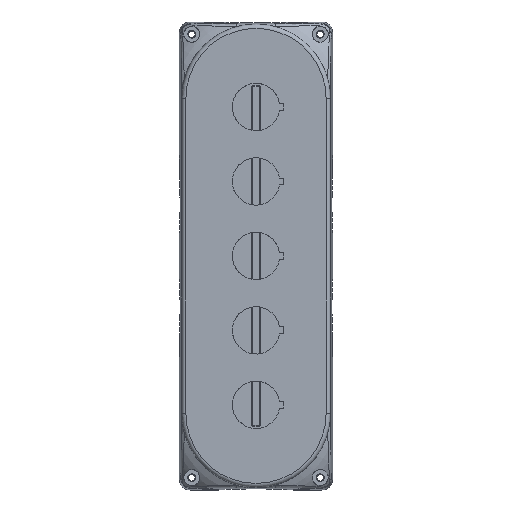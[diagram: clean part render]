
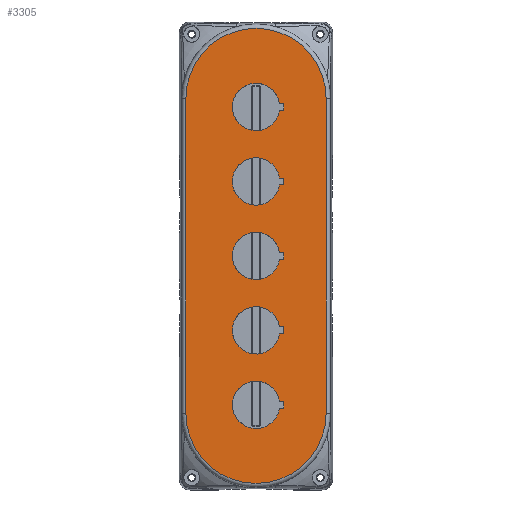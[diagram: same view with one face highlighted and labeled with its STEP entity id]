
A CAD part, top view. The second image highlights one B-rep face of the part: STEP entity #3305.
In plain terms, the highlighted planar face has unit normal (0, 0, 1).
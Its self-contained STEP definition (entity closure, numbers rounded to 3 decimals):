
#620=FACE_BOUND('',#5543,.T.);
#621=FACE_BOUND('',#5544,.T.);
#622=FACE_BOUND('',#5545,.T.);
#623=FACE_BOUND('',#5546,.T.);
#624=FACE_BOUND('',#5547,.T.);
#625=FACE_BOUND('',#5548,.T.);
#1739=CIRCLE('',#24051,11.15);
#1749=CIRCLE('',#24062,11.15);
#1751=CIRCLE('',#24065,11.15);
#1757=CIRCLE('',#24072,11.15);
#1763=CIRCLE('',#24079,11.15);
#1768=CIRCLE('',#24086,32.951);
#1769=CIRCLE('',#24087,32.951);
#3305=ADVANCED_FACE('',(#620,#621,#622,#623,#624,#625),#3877,.T.);
#3877=PLANE('',#24088);
#5543=EDGE_LOOP('',(#10380,#10381,#10382,#10383));
#5544=EDGE_LOOP('',(#10384,#10385,#10386,#10387));
#5545=EDGE_LOOP('',(#10388,#10389,#10390,#10391));
#5546=EDGE_LOOP('',(#10392,#10393,#10394,#10395));
#5547=EDGE_LOOP('',(#10396,#10397,#10398,#10399));
#5548=EDGE_LOOP('',(#10400,#10401,#10402,#10403));
#10380=ORIENTED_EDGE('',*,*,#17515,.F.);
#10381=ORIENTED_EDGE('',*,*,#17516,.F.);
#10382=ORIENTED_EDGE('',*,*,#17517,.F.);
#10383=ORIENTED_EDGE('',*,*,#17518,.F.);
#10384=ORIENTED_EDGE('',*,*,#17519,.T.);
#10385=ORIENTED_EDGE('',*,*,#17520,.T.);
#10386=ORIENTED_EDGE('',*,*,#17502,.T.);
#10387=ORIENTED_EDGE('',*,*,#17521,.T.);
#10388=ORIENTED_EDGE('',*,*,#17522,.T.);
#10389=ORIENTED_EDGE('',*,*,#17523,.T.);
#10390=ORIENTED_EDGE('',*,*,#17478,.T.);
#10391=ORIENTED_EDGE('',*,*,#17524,.T.);
#10392=ORIENTED_EDGE('',*,*,#17525,.T.);
#10393=ORIENTED_EDGE('',*,*,#17526,.T.);
#10394=ORIENTED_EDGE('',*,*,#17490,.T.);
#10395=ORIENTED_EDGE('',*,*,#17527,.T.);
#10396=ORIENTED_EDGE('',*,*,#17528,.T.);
#10397=ORIENTED_EDGE('',*,*,#17529,.T.);
#10398=ORIENTED_EDGE('',*,*,#17454,.T.);
#10399=ORIENTED_EDGE('',*,*,#17512,.T.);
#10400=ORIENTED_EDGE('',*,*,#17530,.T.);
#10401=ORIENTED_EDGE('',*,*,#17475,.T.);
#10402=ORIENTED_EDGE('',*,*,#17531,.T.);
#10403=ORIENTED_EDGE('',*,*,#17532,.T.);
#13715=VERTEX_POINT('',#39900);
#13716=VERTEX_POINT('',#39902);
#13725=VERTEX_POINT('',#39922);
#13736=VERTEX_POINT('',#39943);
#13739=VERTEX_POINT('',#39950);
#13740=VERTEX_POINT('',#39952);
#13751=VERTEX_POINT('',#39975);
#13752=VERTEX_POINT('',#39977);
#13763=VERTEX_POINT('',#40000);
#13764=VERTEX_POINT('',#40002);
#13773=VERTEX_POINT('',#40022);
#13775=VERTEX_POINT('',#40028);
#13776=VERTEX_POINT('',#40029);
#13777=VERTEX_POINT('',#40031);
#13778=VERTEX_POINT('',#40033);
#13779=VERTEX_POINT('',#40036);
#13780=VERTEX_POINT('',#40037);
#13781=VERTEX_POINT('',#40041);
#13782=VERTEX_POINT('',#40042);
#13783=VERTEX_POINT('',#40046);
#13784=VERTEX_POINT('',#40047);
#13785=VERTEX_POINT('',#40051);
#13786=VERTEX_POINT('',#40054);
#13787=VERTEX_POINT('',#40056);
#17454=EDGE_CURVE('',#13716,#13715,#1739,.T.);
#17475=EDGE_CURVE('',#13725,#13736,#1749,.T.);
#17478=EDGE_CURVE('',#13740,#13739,#1751,.T.);
#17490=EDGE_CURVE('',#13752,#13751,#1757,.T.);
#17502=EDGE_CURVE('',#13764,#13763,#1763,.T.);
#17512=EDGE_CURVE('',#13715,#13773,#20394,.T.);
#17515=EDGE_CURVE('',#13775,#13776,#1768,.T.);
#17516=EDGE_CURVE('',#13777,#13775,#20397,.T.);
#17517=EDGE_CURVE('',#13778,#13777,#1769,.T.);
#17518=EDGE_CURVE('',#13776,#13778,#20398,.T.);
#17519=EDGE_CURVE('',#13779,#13780,#20399,.T.);
#17520=EDGE_CURVE('',#13780,#13764,#20400,.T.);
#17521=EDGE_CURVE('',#13763,#13779,#20401,.T.);
#17522=EDGE_CURVE('',#13781,#13782,#20402,.T.);
#17523=EDGE_CURVE('',#13782,#13740,#20403,.T.);
#17524=EDGE_CURVE('',#13739,#13781,#20404,.T.);
#17525=EDGE_CURVE('',#13783,#13784,#20405,.T.);
#17526=EDGE_CURVE('',#13784,#13752,#20406,.T.);
#17527=EDGE_CURVE('',#13751,#13783,#20407,.T.);
#17528=EDGE_CURVE('',#13773,#13785,#20408,.T.);
#17529=EDGE_CURVE('',#13785,#13716,#20409,.T.);
#17530=EDGE_CURVE('',#13786,#13725,#20410,.T.);
#17531=EDGE_CURVE('',#13736,#13787,#20411,.T.);
#17532=EDGE_CURVE('',#13787,#13786,#20412,.T.);
#20394=LINE('',#40021,#22665);
#20397=LINE('',#40030,#22668);
#20398=LINE('',#40034,#22669);
#20399=LINE('',#40035,#22670);
#20400=LINE('',#40038,#22671);
#20401=LINE('',#40039,#22672);
#20402=LINE('',#40040,#22673);
#20403=LINE('',#40043,#22674);
#20404=LINE('',#40044,#22675);
#20405=LINE('',#40045,#22676);
#20406=LINE('',#40048,#22677);
#20407=LINE('',#40049,#22678);
#20408=LINE('',#40050,#22679);
#20409=LINE('',#40052,#22680);
#20410=LINE('',#40053,#22681);
#20411=LINE('',#40055,#22682);
#20412=LINE('',#40057,#22683);
#22665=VECTOR('',#29238,1.);
#22668=VECTOR('',#29245,1.);
#22669=VECTOR('',#29248,1.);
#22670=VECTOR('',#29249,1.);
#22671=VECTOR('',#29250,1.);
#22672=VECTOR('',#29251,1.);
#22673=VECTOR('',#29252,1.);
#22674=VECTOR('',#29253,1.);
#22675=VECTOR('',#29254,1.);
#22676=VECTOR('',#29255,1.);
#22677=VECTOR('',#29256,1.);
#22678=VECTOR('',#29257,1.);
#22679=VECTOR('',#29258,1.);
#22680=VECTOR('',#29259,1.);
#22681=VECTOR('',#29260,1.);
#22682=VECTOR('',#29261,1.);
#22683=VECTOR('',#29262,1.);
#24051=AXIS2_PLACEMENT_3D('',#39901,#29141,#29142);
#24062=AXIS2_PLACEMENT_3D('',#39944,#29174,#29175);
#24065=AXIS2_PLACEMENT_3D('',#39951,#29181,#29182);
#24072=AXIS2_PLACEMENT_3D('',#39976,#29201,#29202);
#24079=AXIS2_PLACEMENT_3D('',#40001,#29221,#29222);
#24086=AXIS2_PLACEMENT_3D('',#40027,#29243,#29244);
#24087=AXIS2_PLACEMENT_3D('',#40032,#29246,#29247);
#24088=AXIS2_PLACEMENT_3D('',#40058,#29263,#29264);
#29141=DIRECTION('',(0.,0.,-1.));
#29142=DIRECTION('',(1.,0.,0.));
#29174=DIRECTION('',(0.,0.,-1.));
#29175=DIRECTION('',(1.,0.,0.));
#29181=DIRECTION('',(0.,0.,-1.));
#29182=DIRECTION('',(1.,0.,0.));
#29201=DIRECTION('',(0.,0.,-1.));
#29202=DIRECTION('',(1.,0.,0.));
#29221=DIRECTION('',(0.,0.,-1.));
#29222=DIRECTION('',(1.,0.,0.));
#29238=DIRECTION('',(1.,0.,0.));
#29243=DIRECTION('',(0.,0.,-1.));
#29244=DIRECTION('',(0.,-1.,0.));
#29245=DIRECTION('',(0.,-1.,0.));
#29246=DIRECTION('',(0.,0.,-1.));
#29247=DIRECTION('',(0.,1.,0.));
#29248=DIRECTION('',(0.,1.,0.));
#29249=DIRECTION('',(0.,-1.,0.));
#29250=DIRECTION('',(-1.,0.,0.));
#29251=DIRECTION('',(1.,0.,0.));
#29252=DIRECTION('',(0.,-1.,0.));
#29253=DIRECTION('',(-1.,0.,0.));
#29254=DIRECTION('',(1.,0.,0.));
#29255=DIRECTION('',(0.,-1.,0.));
#29256=DIRECTION('',(-1.,0.,0.));
#29257=DIRECTION('',(1.,0.,0.));
#29258=DIRECTION('',(0.,-1.,0.));
#29259=DIRECTION('',(-1.,0.,0.));
#29260=DIRECTION('',(-1.,0.,0.));
#29261=DIRECTION('',(1.,0.,0.));
#29262=DIRECTION('',(0.,-1.,0.));
#29263=DIRECTION('',(0.,0.,1.));
#29264=DIRECTION('',(-1.,0.,0.));
#39900=CARTESIAN_POINT('',(11.035,-68.4,0.));
#39901=CARTESIAN_POINT('',(0.,-70.,0.));
#39902=CARTESIAN_POINT('',(11.035,-71.6,0.));
#39922=CARTESIAN_POINT('',(11.035,-1.6,0.));
#39943=CARTESIAN_POINT('',(11.035,1.6,0.));
#39944=CARTESIAN_POINT('',(0.,0.,0.));
#39950=CARTESIAN_POINT('',(11.035,36.6,0.));
#39951=CARTESIAN_POINT('',(0.,35.,0.));
#39952=CARTESIAN_POINT('',(11.035,33.4,0.));
#39975=CARTESIAN_POINT('',(11.035,-33.4,0.));
#39976=CARTESIAN_POINT('',(0.,-35.,0.));
#39977=CARTESIAN_POINT('',(11.035,-36.6,0.));
#40000=CARTESIAN_POINT('',(11.035,71.6,0.));
#40001=CARTESIAN_POINT('',(0.,70.,0.));
#40002=CARTESIAN_POINT('',(11.035,68.4,0.));
#40021=CARTESIAN_POINT('',(5.517,-68.4,0.));
#40022=CARTESIAN_POINT('',(13.,-68.4,0.));
#40027=CARTESIAN_POINT('',(0.,-74.,0.));
#40028=CARTESIAN_POINT('',(32.951,-74.,0.));
#40029=CARTESIAN_POINT('',(-32.951,-74.,0.));
#40030=CARTESIAN_POINT('',(32.951,55.,0.));
#40031=CARTESIAN_POINT('',(32.951,74.,0.));
#40032=CARTESIAN_POINT('',(0.,74.,0.));
#40033=CARTESIAN_POINT('',(-32.951,74.,0.));
#40034=CARTESIAN_POINT('',(-32.951,-55.,0.));
#40035=CARTESIAN_POINT('',(13.,35.8,0.));
#40036=CARTESIAN_POINT('',(13.,71.6,0.));
#40037=CARTESIAN_POINT('',(13.,68.4,0.));
#40038=CARTESIAN_POINT('',(6.5,68.4,0.));
#40039=CARTESIAN_POINT('',(5.517,71.6,0.));
#40040=CARTESIAN_POINT('',(13.,18.3,0.));
#40041=CARTESIAN_POINT('',(13.,36.6,0.));
#40042=CARTESIAN_POINT('',(13.,33.4,0.));
#40043=CARTESIAN_POINT('',(6.5,33.4,0.));
#40044=CARTESIAN_POINT('',(5.517,36.6,0.));
#40045=CARTESIAN_POINT('',(13.,-16.7,0.));
#40046=CARTESIAN_POINT('',(13.,-33.4,0.));
#40047=CARTESIAN_POINT('',(13.,-36.6,0.));
#40048=CARTESIAN_POINT('',(6.5,-36.6,0.));
#40049=CARTESIAN_POINT('',(5.517,-33.4,0.));
#40050=CARTESIAN_POINT('',(13.,-34.2,0.));
#40051=CARTESIAN_POINT('',(13.,-71.6,0.));
#40052=CARTESIAN_POINT('',(6.5,-71.6,0.));
#40053=CARTESIAN_POINT('',(6.5,-1.6,0.));
#40054=CARTESIAN_POINT('',(13.,-1.6,0.));
#40055=CARTESIAN_POINT('',(5.517,1.6,0.));
#40056=CARTESIAN_POINT('',(13.,1.6,0.));
#40057=CARTESIAN_POINT('',(13.,0.8,0.));
#40058=CARTESIAN_POINT('',(0.,0.,0.));
